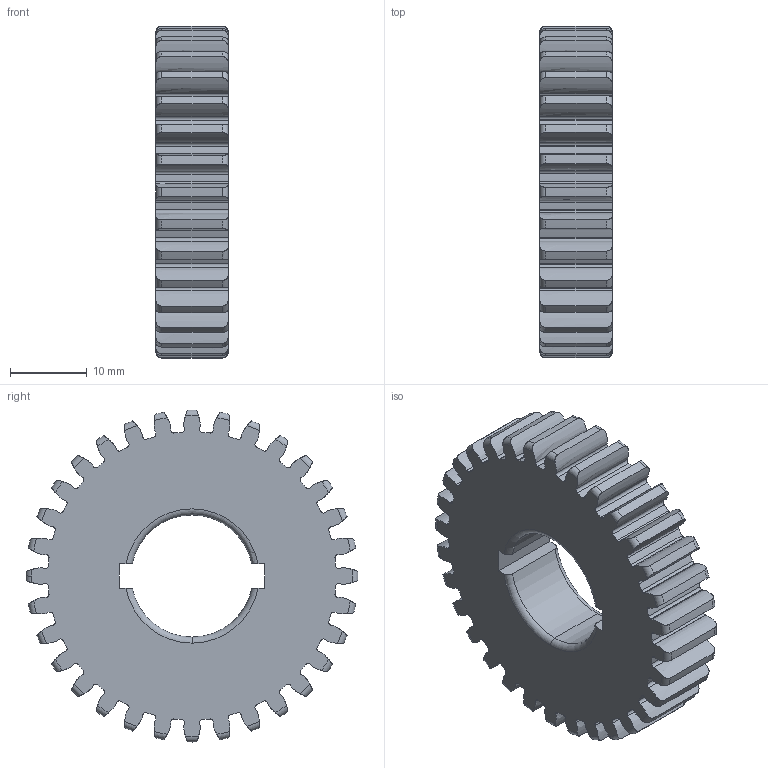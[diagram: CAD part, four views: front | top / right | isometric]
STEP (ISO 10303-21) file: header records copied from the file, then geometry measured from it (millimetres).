
FILE_DESCRIPTION((''),'2;1');
FILE_NAME('GA32','2018-03-21T',('SYSTEM'),(''),'PRO/ENGINEER BY PARAMETRIC TECHNOLOGY CORPORATION, 2016360','PRO/ENGINEER BY PARAMETRIC TECHNOLOGY CORPORATION, 2016360','');
FILE_SCHEMA(('AUTOMOTIVE_DESIGN { 1 0 10303 214 1 1 1 1 }'));
Length unit declared in the file: inch
Products named in the file (1): GA32
Bounding box: 9.4 x 43.18 x 43.18 mm (x, y, z)
Volume: 10010.2 mm3; surface area: 5145.7 mm2
Topology: 1 solids, 1 shells, 294 faces, 915 edges, 623 vertices
Faces by surface type: cylinder 150, torus 72, extrusion 64, plane 8
Entity records: 12930 total; most frequent: CARTESIAN_POINT 4810, ORIENTED_EDGE 1830, DIRECTION 1577, EDGE_CURVE 915, AXIS2_PLACEMENT_3D 640, VERTEX_POINT 623, CIRCLE 410, B_SPLINE_CURVE_WITH_KNOTS 336
